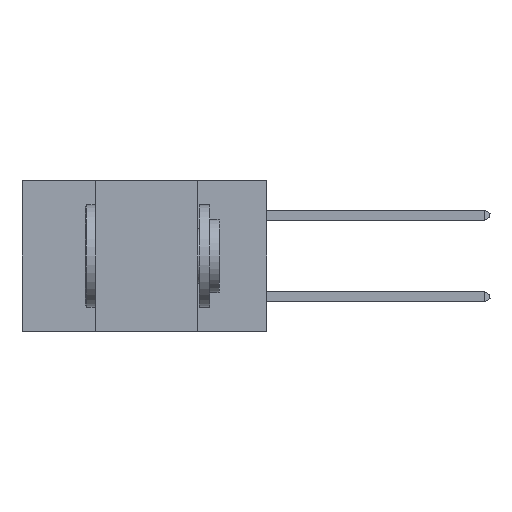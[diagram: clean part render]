
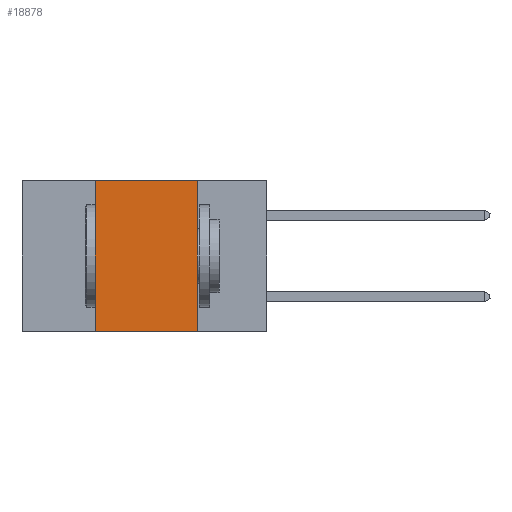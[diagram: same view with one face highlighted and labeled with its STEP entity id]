
A CAD part, left-side view. The second image highlights one B-rep face of the part: STEP entity #18878.
In plain terms, the highlighted planar face has unit normal (-1, 0, 0).
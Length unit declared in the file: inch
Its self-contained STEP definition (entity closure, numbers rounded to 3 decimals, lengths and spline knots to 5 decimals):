
#735 = VECTOR ( 'NONE', #23793, 39.37008 ) ;
#2787 = CARTESIAN_POINT ( 'NONE',  ( 0., 0.42, 0. ) ) ;
#4226 = PLANE ( 'NONE',  #22076 ) ;
#4325 = CARTESIAN_POINT ( 'NONE',  ( 0., 0.6, 0. ) ) ;
#4354 = DIRECTION ( 'NONE',  ( 1., 0., 0. ) ) ;
#4366 = VECTOR ( 'NONE', #23444, 39.37008 ) ;
#5494 = EDGE_LOOP ( 'NONE', ( #21833, #15802, #8983, #26455 ) ) ;
#6089 = CARTESIAN_POINT ( 'NONE',  ( 0., 0.17, 0. ) ) ;
#6596 = VERTEX_POINT ( 'NONE', #30219 ) ;
#8175 = CARTESIAN_POINT ( 'NONE',  ( 0., 0.17, 0. ) ) ;
#8983 = ORIENTED_EDGE ( 'NONE', *, *, #31426, .F. ) ;
#9531 = CARTESIAN_POINT ( 'NONE',  ( 0., 0.17, -0.37 ) ) ;
#14848 = CARTESIAN_POINT ( 'NONE',  ( 0., 0.6, -0.37 ) ) ;
#15122 = VERTEX_POINT ( 'NONE', #27878 ) ;
#15802 = ORIENTED_EDGE ( 'NONE', *, *, #28188, .F. ) ;
#18878 = ADVANCED_FACE ( 'NONE', ( #31553 ), #4226, .F. ) ;
#21833 = ORIENTED_EDGE ( 'NONE', *, *, #27728, .F. ) ;
#22036 = CARTESIAN_POINT ( 'NONE',  ( 0., 0.6, 0. ) ) ;
#22076 = AXIS2_PLACEMENT_3D ( 'NONE', #22036, #4354, #24999 ) ;
#22834 = VERTEX_POINT ( 'NONE', #6089 ) ;
#23444 = DIRECTION ( 'NONE',  ( 0., 0., 1. ) ) ;
#23793 = DIRECTION ( 'NONE',  ( 0., -1., 0. ) ) ;
#24999 = DIRECTION ( 'NONE',  ( 0., 0., -1. ) ) ;
#25779 = DIRECTION ( 'NONE',  ( 0., 0., -1. ) ) ;
#26455 = ORIENTED_EDGE ( 'NONE', *, *, #30171, .T. ) ;
#26964 = LINE ( 'NONE', #2787, #4366 ) ;
#27728 = EDGE_CURVE ( 'NONE', #22834, #33814, #37036, .T. ) ;
#27878 = CARTESIAN_POINT ( 'NONE',  ( 0., 0.42, 0. ) ) ;
#28188 = EDGE_CURVE ( 'NONE', #15122, #22834, #30008, .T. ) ;
#29077 = VECTOR ( 'NONE', #36757, 39.37008 ) ;
#29120 = VECTOR ( 'NONE', #25779, 39.37008 ) ;
#30008 = LINE ( 'NONE', #4325, #29077 ) ;
#30171 = EDGE_CURVE ( 'NONE', #6596, #33814, #38238, .T. ) ;
#30219 = CARTESIAN_POINT ( 'NONE',  ( 0., 0.42, -0.37 ) ) ;
#31426 = EDGE_CURVE ( 'NONE', #6596, #15122, #26964, .T. ) ;
#31553 = FACE_OUTER_BOUND ( 'NONE', #5494, .T. ) ;
#33814 = VERTEX_POINT ( 'NONE', #9531 ) ;
#36757 = DIRECTION ( 'NONE',  ( 0., -1., 0. ) ) ;
#37036 = LINE ( 'NONE', #8175, #29120 ) ;
#38238 = LINE ( 'NONE', #14848, #735 ) ;
